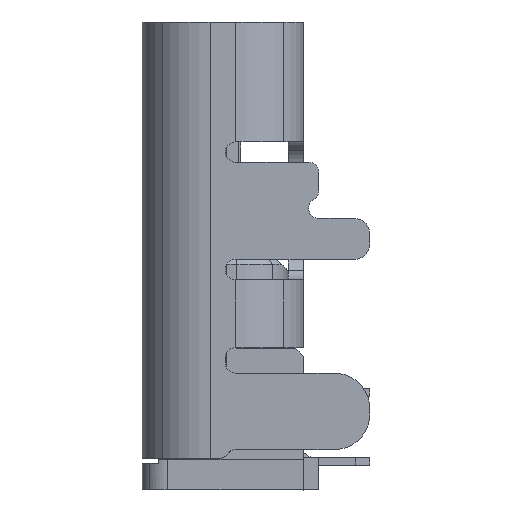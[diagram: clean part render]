
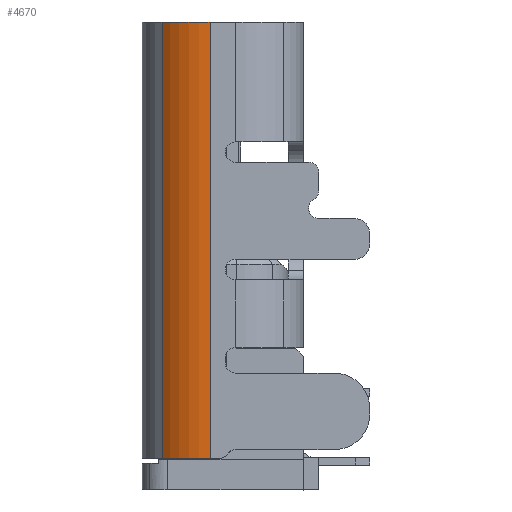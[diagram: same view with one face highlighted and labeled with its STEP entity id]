
A CAD part, left-side view. The second image highlights one B-rep face of the part: STEP entity #4670.
In plain terms, the highlighted cylindrical face has radius 1.33 mm (diameter 2.66 mm), a partial arc.
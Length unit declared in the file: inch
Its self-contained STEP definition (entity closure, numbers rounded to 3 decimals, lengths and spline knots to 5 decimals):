
#407 = CARTESIAN_POINT ( 'NONE',  ( -0.16104, 0.04392, -0.00059 ) ) ;
#680 = VERTEX_POINT ( 'NONE', #8427 ) ;
#1642 = CARTESIAN_POINT ( 'NONE',  ( -0.16104, 0.04392, 0.12982 ) ) ;
#2662 = ORIENTED_EDGE ( 'NONE', *, *, #7078, .T. ) ;
#3002 = CARTESIAN_POINT ( 'NONE',  ( -0.17638, 0.00689, -0.20679 ) ) ;
#3099 = VECTOR ( 'NONE', #17011, 39.37008 ) ;
#4670 = ADVANCED_FACE ( 'NONE', ( #12409 ), #5243, .T. ) ;
#4822 = VECTOR ( 'NONE', #6847, 39.37008 ) ;
#5243 = CYLINDRICAL_SURFACE ( 'NONE', #8615, 0.05236 ) ;
#5560 = LINE ( 'NONE', #23681, #3099 ) ;
#6847 = DIRECTION ( 'NONE',  ( 0., 0., 1. ) ) ;
#7078 = EDGE_CURVE ( 'NONE', #20383, #680, #5560, .T. ) ;
#8417 = EDGE_CURVE ( 'NONE', #21599, #21787, #27230, .T. ) ;
#8427 = CARTESIAN_POINT ( 'NONE',  ( -0.17638, 0.00689, 0.12982 ) ) ;
#8615 = AXIS2_PLACEMENT_3D ( 'NONE', #12252, #23523, #14042 ) ;
#8708 = AXIS2_PLACEMENT_3D ( 'NONE', #11250, #15280, #11106 ) ;
#11106 = DIRECTION ( 'NONE',  ( -1., 0., 0. ) ) ;
#11250 = CARTESIAN_POINT ( 'NONE',  ( -0.12402, 0.00689, -0.20679 ) ) ;
#12252 = CARTESIAN_POINT ( 'NONE',  ( -0.12402, 0.00689, -0.00059 ) ) ;
#12409 = FACE_OUTER_BOUND ( 'NONE', #18908, .T. ) ;
#12996 = ORIENTED_EDGE ( 'NONE', *, *, #8417, .F. ) ;
#14042 = DIRECTION ( 'NONE',  ( -0.707, 0.707, 0. ) ) ;
#14482 = DIRECTION ( 'NONE',  ( 0., 0., 1. ) ) ;
#15036 = CIRCLE ( 'NONE', #17421, 0.05236 ) ;
#15280 = DIRECTION ( 'NONE',  ( 0., 0., -1. ) ) ;
#17011 = DIRECTION ( 'NONE',  ( 0., 0., 1. ) ) ;
#17421 = AXIS2_PLACEMENT_3D ( 'NONE', #28153, #14482, #19519 ) ;
#18042 = ORIENTED_EDGE ( 'NONE', *, *, #21064, .F. ) ;
#18908 = EDGE_LOOP ( 'NONE', ( #12996, #25481, #2662, #18042 ) ) ;
#19160 = EDGE_CURVE ( 'NONE', #20383, #21599, #20597, .T. ) ;
#19519 = DIRECTION ( 'NONE',  ( 1., 0., 0. ) ) ;
#20383 = VERTEX_POINT ( 'NONE', #3002 ) ;
#20597 = CIRCLE ( 'NONE', #8708, 0.05236 ) ;
#21064 = EDGE_CURVE ( 'NONE', #21787, #680, #15036, .T. ) ;
#21599 = VERTEX_POINT ( 'NONE', #24080 ) ;
#21787 = VERTEX_POINT ( 'NONE', #1642 ) ;
#23523 = DIRECTION ( 'NONE',  ( 0., 0., 1. ) ) ;
#23681 = CARTESIAN_POINT ( 'NONE',  ( -0.17638, 0.00689, -0.20679 ) ) ;
#24080 = CARTESIAN_POINT ( 'NONE',  ( -0.16104, 0.04392, -0.20679 ) ) ;
#25481 = ORIENTED_EDGE ( 'NONE', *, *, #19160, .F. ) ;
#27230 = LINE ( 'NONE', #407, #4822 ) ;
#28153 = CARTESIAN_POINT ( 'NONE',  ( -0.12402, 0.00689, 0.12982 ) ) ;
